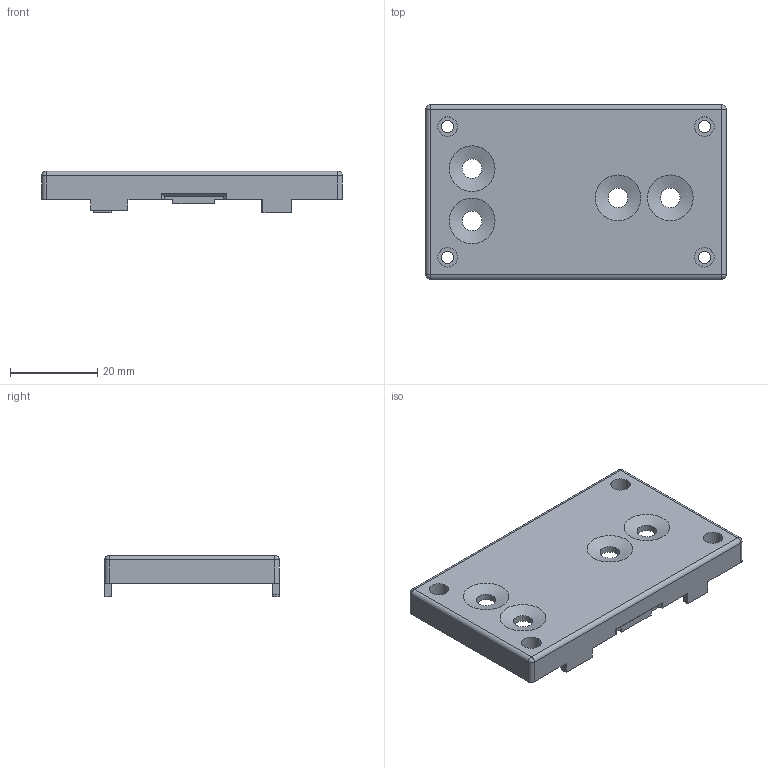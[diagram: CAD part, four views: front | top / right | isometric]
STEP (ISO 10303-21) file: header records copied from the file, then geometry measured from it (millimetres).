
FILE_DESCRIPTION(('FreeCAD Model'),'2;1');
FILE_NAME('Open CASCADE Shape Model','2026-02-24T17:18:08',('Author'),( ''),'Open CASCADE STEP processor 7.8','FreeCAD','Unknown');
FILE_SCHEMA(('AUTOMOTIVE_DESIGN { 1 0 10303 214 1 1 1 1 }'));
Length unit declared in the file: millimetre
Products named in the file (2): Cover; CoverBody
Assembly tree (1 placements, depth 2):
  Cover
    CoverBody
Bounding box: 69 x 40 x 9.5 mm (x, y, z)
Volume: 8230.4 mm3; surface area: 8039.3 mm2
Topology: 1 solids, 1 shells, 92 faces, 236 edges, 146 vertices
Faces by surface type: plane 58, cylinder 26, cone 4, sphere 4
Full cylindrical faces by diameter (mm): 2.8 x4, 4.5 x8
Entity records: 2766 total; most frequent: DIRECTION 470, CARTESIAN_POINT 468, ORIENTED_EDGE 460, EDGE_CURVE 230, LINE 174, VECTOR 174, AXIS2_PLACEMENT_3D 148, VERTEX_POINT 146
